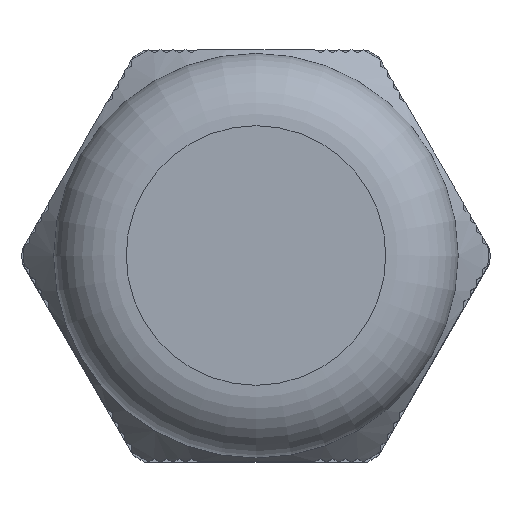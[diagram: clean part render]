
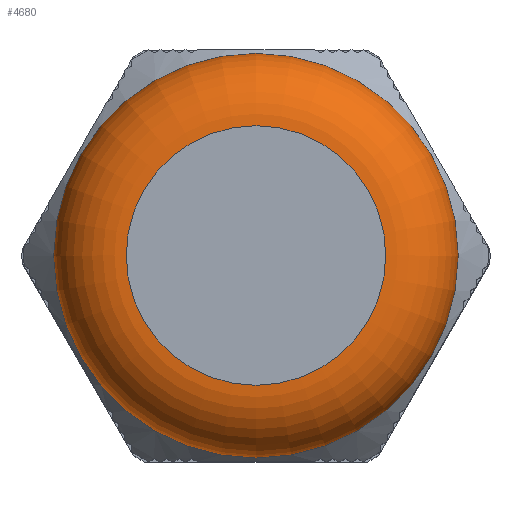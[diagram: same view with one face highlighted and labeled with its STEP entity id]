
A CAD part, top view. The second image highlights one B-rep face of the part: STEP entity #4680.
In plain terms, the highlighted toroidal (fillet/blend) face has major radius 10.4 mm and minor radius 5.8 mm.
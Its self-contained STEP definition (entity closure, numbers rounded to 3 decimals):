
#1277=CARTESIAN_POINT('',(10.4,0.,49.986));
#1278=VERTEX_POINT('',#1277);
#1279=CARTESIAN_POINT('',(0.,0.,49.986));
#1280=DIRECTION('',(0.0,0.0,-1.0));
#1281=DIRECTION('',(-1.0,0.0,0.0));
#1282=AXIS2_PLACEMENT_3D('',#1279,#1280,#1281);
#1283=CIRCLE('',#1282,10.4);
#1284=EDGE_CURVE('',#1278,#1278,#1283,.T.);
#4661=CARTESIAN_POINT('',(0.,0.,44.186));
#4662=DIRECTION('',(0.,0.,-1.0));
#4663=DIRECTION('',(-1.0,0.0,0.0));
#4664=AXIS2_PLACEMENT_3D('',#4661,#4662,#4663);
#4665=TOROIDAL_SURFACE('',#4664,10.4,5.8);
#4666=ORIENTED_EDGE('',*,*,#1284,.T.);
#4667=EDGE_LOOP('',(#4666));
#4668=FACE_OUTER_BOUND('',#4667,.T.);
#4669=CARTESIAN_POINT('',(16.2,0.,44.186));
#4670=VERTEX_POINT('',#4669);
#4671=CARTESIAN_POINT('',(0.,0.,44.186));
#4672=DIRECTION('',(0.0,0.0,1.0));
#4673=DIRECTION('',(-1.0,0.0,0.0));
#4674=AXIS2_PLACEMENT_3D('',#4671,#4672,#4673);
#4675=CIRCLE('',#4674,16.2);
#4676=EDGE_CURVE('',#4670,#4670,#4675,.T.);
#4677=ORIENTED_EDGE('',*,*,#4676,.T.);
#4678=EDGE_LOOP('',(#4677));
#4679=FACE_BOUND('',#4678,.T.);
#4680=ADVANCED_FACE('',(#4668,#4679),#4665,.T.);
